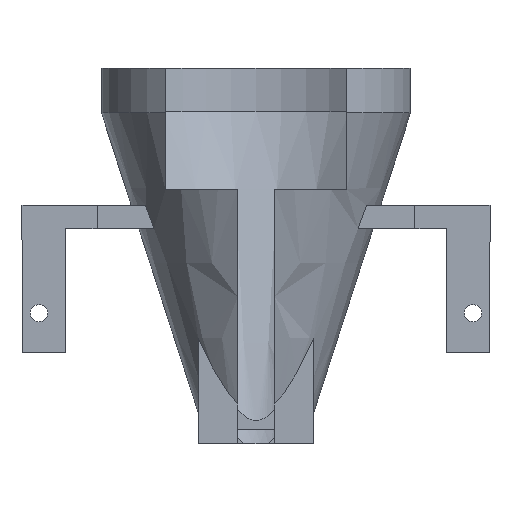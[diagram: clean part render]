
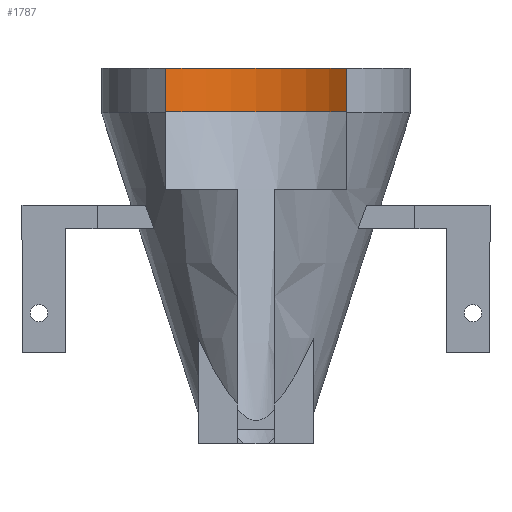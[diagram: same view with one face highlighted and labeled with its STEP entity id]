
A CAD part, front view. The second image highlights one B-rep face of the part: STEP entity #1787.
In plain terms, the highlighted cylindrical face has radius 50.5 mm (diameter 101 mm), a partial arc.
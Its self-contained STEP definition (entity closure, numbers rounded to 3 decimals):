
#104 = DIRECTION ( 'NONE',  ( -1., 0., 0. ) ) ;
#122 = LINE ( 'NONE', #1934, #1369 ) ;
#129 = AXIS2_PLACEMENT_3D ( 'NONE', #836, #2006, #409 ) ;
#243 = LINE ( 'NONE', #1623, #1666 ) ;
#257 = FACE_OUTER_BOUND ( 'NONE', #754, .T. ) ;
#312 = CARTESIAN_POINT ( 'NONE',  ( 50.5, 0., 0. ) ) ;
#409 = DIRECTION ( 'NONE',  ( -1., 0., 0. ) ) ;
#434 = VERTEX_POINT ( 'NONE', #312 ) ;
#457 = AXIS2_PLACEMENT_3D ( 'NONE', #1873, #2068, #104 ) ;
#754 = EDGE_LOOP ( 'NONE', ( #1632, #1976, #1834, #1999 ) ) ;
#836 = CARTESIAN_POINT ( 'NONE',  ( 0., 0., -15. ) ) ;
#886 = CARTESIAN_POINT ( 'NONE',  ( 50.5, 0., -15. ) ) ;
#909 = DIRECTION ( 'NONE',  ( 0., 0., -1. ) ) ;
#998 = CIRCLE ( 'NONE', #1038, 50.5 ) ;
#1023 = DIRECTION ( 'NONE',  ( -1., 0., 0. ) ) ;
#1038 = AXIS2_PLACEMENT_3D ( 'NONE', #2428, #1611, #1023 ) ;
#1046 = CYLINDRICAL_SURFACE ( 'NONE', #457, 50.5 ) ;
#1369 = VECTOR ( 'NONE', #909, 1000. ) ;
#1384 = VERTEX_POINT ( 'NONE', #886 ) ;
#1389 = DIRECTION ( 'NONE',  ( 0., 0., -1. ) ) ;
#1489 = CARTESIAN_POINT ( 'NONE',  ( -50.5, 0., 0. ) ) ;
#1517 = EDGE_CURVE ( 'NONE', #434, #1384, #122, .T. ) ;
#1611 = DIRECTION ( 'NONE',  ( 0., 0., -1. ) ) ;
#1623 = CARTESIAN_POINT ( 'NONE',  ( -50.5, 0., 0. ) ) ;
#1632 = ORIENTED_EDGE ( 'NONE', *, *, #1517, .F. ) ;
#1666 = VECTOR ( 'NONE', #1389, 1000. ) ;
#1688 = EDGE_CURVE ( 'NONE', #1812, #1767, #243, .T. ) ;
#1740 = EDGE_CURVE ( 'NONE', #1767, #1384, #1878, .T. ) ;
#1767 = VERTEX_POINT ( 'NONE', #2195 ) ;
#1787 = ADVANCED_FACE ( 'NONE', ( #257 ), #1046, .F. ) ;
#1812 = VERTEX_POINT ( 'NONE', #1489 ) ;
#1834 = ORIENTED_EDGE ( 'NONE', *, *, #1688, .T. ) ;
#1873 = CARTESIAN_POINT ( 'NONE',  ( 0., 0., 0. ) ) ;
#1878 = CIRCLE ( 'NONE', #129, 50.5 ) ;
#1934 = CARTESIAN_POINT ( 'NONE',  ( 50.5, 0., 0. ) ) ;
#1976 = ORIENTED_EDGE ( 'NONE', *, *, #1977, .F. ) ;
#1977 = EDGE_CURVE ( 'NONE', #1812, #434, #998, .T. ) ;
#1999 = ORIENTED_EDGE ( 'NONE', *, *, #1740, .T. ) ;
#2006 = DIRECTION ( 'NONE',  ( 0., 0., -1. ) ) ;
#2068 = DIRECTION ( 'NONE',  ( 0., 0., -1. ) ) ;
#2195 = CARTESIAN_POINT ( 'NONE',  ( -50.5, 0., -15. ) ) ;
#2428 = CARTESIAN_POINT ( 'NONE',  ( 0., 0., 0. ) ) ;
